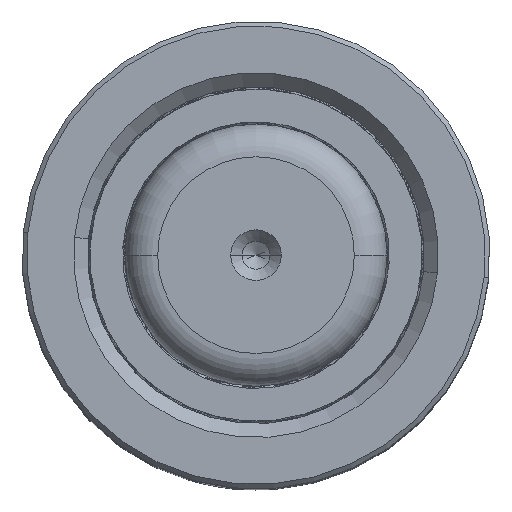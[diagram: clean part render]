
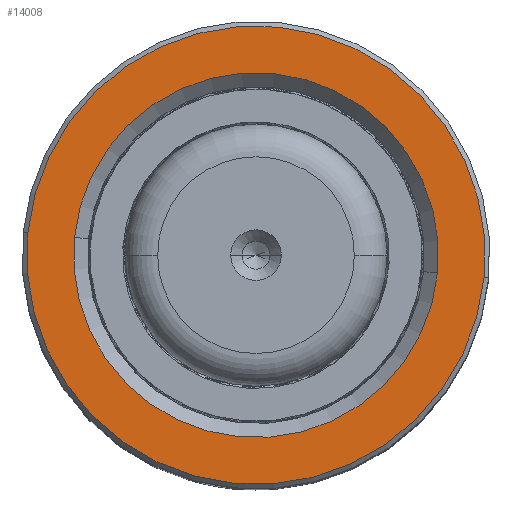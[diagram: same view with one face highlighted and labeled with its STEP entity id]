
A CAD part, top view. The second image highlights one B-rep face of the part: STEP entity #14008.
In plain terms, the highlighted planar face has unit normal (0, 0, 1).
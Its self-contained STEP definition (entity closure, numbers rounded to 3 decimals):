
#258 = CARTESIAN_POINT ( 'NONE',  ( 19.5, 0., 80. ) ) ;
#1446 = FACE_BOUND ( 'NONE', #48299, .T. ) ;
#1711 = DIRECTION ( 'NONE',  ( 1., 0., 0. ) ) ;
#4517 = CIRCLE ( 'NONE', #24280, 24.5 ) ;
#5386 = AXIS2_PLACEMENT_3D ( 'NONE', #38120, #9072, #8812 ) ;
#5764 = CARTESIAN_POINT ( 'NONE',  ( 0., 0., 80. ) ) ;
#7150 = CARTESIAN_POINT ( 'NONE',  ( -19.5, 0., 80. ) ) ;
#8768 = ORIENTED_EDGE ( 'NONE', *, *, #52074, .T. ) ;
#8812 = DIRECTION ( 'NONE',  ( 1., 0., 0. ) ) ;
#9032 = AXIS2_PLACEMENT_3D ( 'NONE', #44267, #27856, #32674 ) ;
#9072 = DIRECTION ( 'NONE',  ( 0., 0., -1. ) ) ;
#9203 = AXIS2_PLACEMENT_3D ( 'NONE', #5764, #22180, #1711 ) ;
#10146 = CARTESIAN_POINT ( 'NONE',  ( -24.5, 0., 80. ) ) ;
#12911 = CARTESIAN_POINT ( 'NONE',  ( 24.5, 0., 80. ) ) ;
#14008 = ADVANCED_FACE ( 'NONE', ( #38342, #1446 ), #26227, .T. ) ;
#15379 = ORIENTED_EDGE ( 'NONE', *, *, #25118, .T. ) ;
#15982 = ORIENTED_EDGE ( 'NONE', *, *, #37938, .T. ) ;
#16777 = VERTEX_POINT ( 'NONE', #7150 ) ;
#17695 = EDGE_LOOP ( 'NONE', ( #40205, #15379 ) ) ;
#18479 = CIRCLE ( 'NONE', #9032, 24.5 ) ;
#19242 = EDGE_CURVE ( 'NONE', #25280, #37630, #18479, .T. ) ;
#20942 = DIRECTION ( 'NONE',  ( 0., 0., 1. ) ) ;
#22180 = DIRECTION ( 'NONE',  ( 0., 0., 1. ) ) ;
#22353 = CARTESIAN_POINT ( 'NONE',  ( 0., 0., 80. ) ) ;
#24280 = AXIS2_PLACEMENT_3D ( 'NONE', #37877, #20942, #37092 ) ;
#25118 = EDGE_CURVE ( 'NONE', #37630, #25280, #4517, .T. ) ;
#25280 = VERTEX_POINT ( 'NONE', #10146 ) ;
#26227 = PLANE ( 'NONE',  #9203 ) ;
#27856 = DIRECTION ( 'NONE',  ( 0., 0., 1. ) ) ;
#28037 = VERTEX_POINT ( 'NONE', #258 ) ;
#30330 = CIRCLE ( 'NONE', #5386, 19.5 ) ;
#32674 = DIRECTION ( 'NONE',  ( 1., 0., 0. ) ) ;
#37092 = DIRECTION ( 'NONE',  ( 1., 0., 0. ) ) ;
#37630 = VERTEX_POINT ( 'NONE', #12911 ) ;
#37877 = CARTESIAN_POINT ( 'NONE',  ( 0., 0., 80. ) ) ;
#37938 = EDGE_CURVE ( 'NONE', #16777, #28037, #30330, .T. ) ;
#38120 = CARTESIAN_POINT ( 'NONE',  ( 0., 0., 80. ) ) ;
#38342 = FACE_OUTER_BOUND ( 'NONE', #17695, .T. ) ;
#38777 = DIRECTION ( 'NONE',  ( 1., 0., 0. ) ) ;
#40205 = ORIENTED_EDGE ( 'NONE', *, *, #19242, .T. ) ;
#44267 = CARTESIAN_POINT ( 'NONE',  ( 0., 0., 80. ) ) ;
#44377 = CIRCLE ( 'NONE', #51255, 19.5 ) ;
#48299 = EDGE_LOOP ( 'NONE', ( #8768, #15982 ) ) ;
#51255 = AXIS2_PLACEMENT_3D ( 'NONE', #22353, #51690, #38777 ) ;
#51690 = DIRECTION ( 'NONE',  ( 0., 0., -1. ) ) ;
#52074 = EDGE_CURVE ( 'NONE', #28037, #16777, #44377, .T. ) ;
